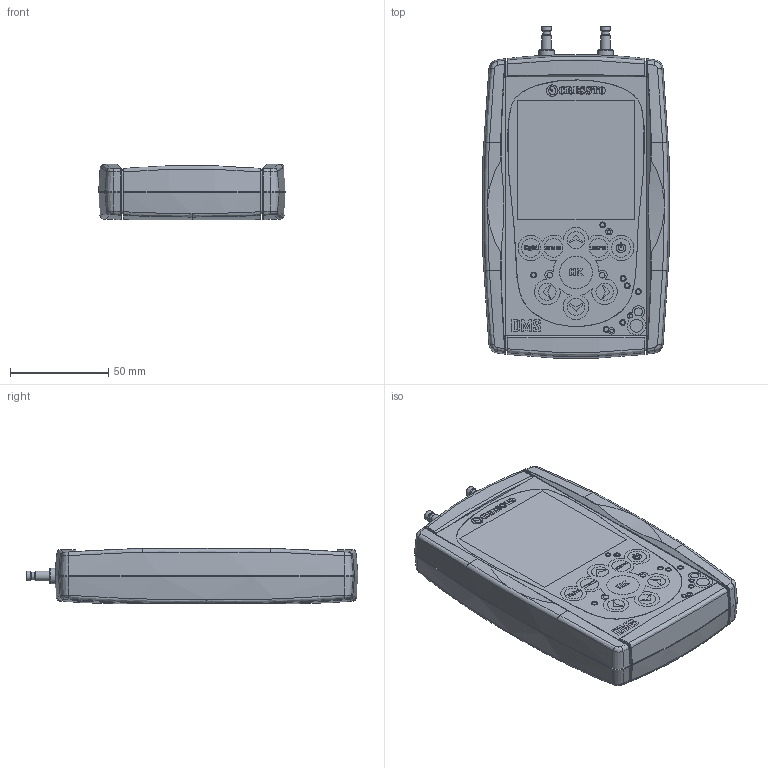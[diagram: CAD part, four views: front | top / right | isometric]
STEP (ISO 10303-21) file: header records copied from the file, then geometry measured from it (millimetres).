
FILE_DESCRIPTION(/* description */ ('','CAx-IF Rec.Pracs.---Representation and Presentation of Product Manufacturing Information (PMI)---3.8---2014-02-18'),/* implementation_level */ '2;1');
FILE_NAME(/* name */ 'DMS_Export-Klavesnice_3D.stp',/* time_stamp */ '2017-11-12T14:53:33+01:00',/* author */ ('FTAK'),/* organization */ (''),/* preprocessor_version */ 'ST-DEVELOPER v16.5',/* originating_system */ 'Autodesk Inventor 2017',/* authorisation */ '');
FILE_SCHEMA (('AP242_MANAGED_MODEL_BASED_3D_ENGINEERING_MIM_LF { 1 0 10303 442 1 1 4 }'));
Products named in the file (1): DMS_Export-Klavesnice_3D
Bounding box: 95.17 x 169.25 x 28.1 mm (x, y, z)
Volume: 357528 mm3; surface area: 65482.3 mm2
Topology: 95 solids, 95 shells, 1467 faces, 3689 edges, 2424 vertices
Faces by surface type: plane 813, bspline 434, cylinder 168, cone 38, sphere 8, torus 6
Full cylindrical faces by diameter (mm): 1.86 x2, 1.872 x2, 1.878 x2, 2.207 x14, 2.5 x2, 2.823 x4, 3.009 x12, 3.364 x2, 4 x2, 4.079 x2, 5 x4, 5.5 x4, 6.653 x2, 8 x4, 8.7 x2, 8.853 x6, 9.469 x8, 16.624 x2
Entity records: 50852 total; most frequent: CARTESIAN_POINT 16486, ORIENTED_EDGE 7188, DIRECTION 5662, EDGE_CURVE 3594, VERTEX_POINT 2416, LINE 2274, VECTOR 2274, EDGE_LOOP 1744
